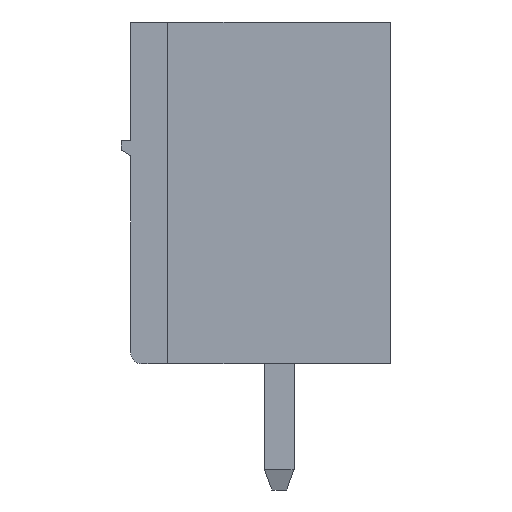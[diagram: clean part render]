
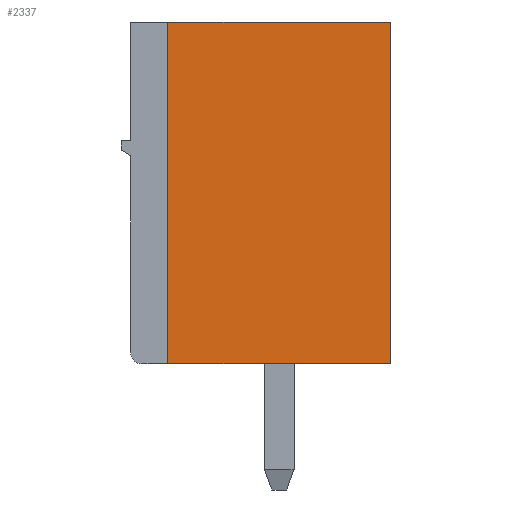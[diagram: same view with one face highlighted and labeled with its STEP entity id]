
A CAD part, left-side view. The second image highlights one B-rep face of the part: STEP entity #2337.
In plain terms, the highlighted planar face has unit normal (-1, 0, 0).
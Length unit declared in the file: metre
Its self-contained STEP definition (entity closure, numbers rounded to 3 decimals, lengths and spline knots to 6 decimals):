
#2337=ADVANCED_FACE('',(#4860),#4861,.F.);
#4860=FACE_OUTER_BOUND('',#7476,.T.);
#4861=PLANE('',#7477);
#7476=EDGE_LOOP('',(#14433,#14434,#14435,#14436));
#7477=AXIS2_PLACEMENT_3D('',#14437,#14438,#14439);
#14433=ORIENTED_EDGE('',*,*,#15616,.F.);
#14434=ORIENTED_EDGE('',*,*,#15343,.F.);
#14435=ORIENTED_EDGE('',*,*,#17943,.T.);
#14436=ORIENTED_EDGE('',*,*,#15744,.T.);
#14437=CARTESIAN_POINT('',(-1.091827,0.00386,0.000933));
#14438=DIRECTION('',(1.0,0.,0.));
#14439=DIRECTION('',(0.0,0.,1.0));
#15343=EDGE_CURVE('',#18298,#18293,#18300,.T.);
#15616=EDGE_CURVE('',#18293,#18844,#18845,.T.);
#15744=EDGE_CURVE('',#19078,#18844,#19079,.T.);
#17943=EDGE_CURVE('',#18298,#19078,#22121,.T.);
#18293=VERTEX_POINT('',#22588);
#18298=VERTEX_POINT('',#22596);
#18300=LINE('',#22599,#22600);
#18844=VERTEX_POINT('',#23363);
#18845=LINE('',#23364,#23365);
#19078=VERTEX_POINT('',#23717);
#19079=LINE('',#23718,#23719);
#22121=LINE('',#28174,#28175);
#22588=CARTESIAN_POINT('',(-1.091827,0.00386,0.000933));
#22596=CARTESIAN_POINT('',(-1.091827,0.00986,0.000933));
#22599=CARTESIAN_POINT('',(-1.091827,0.00386,0.000933));
#22600=VECTOR('',#28732,1.0);
#23363=CARTESIAN_POINT('',(-1.091827,0.00386,-0.008267));
#23364=CARTESIAN_POINT('',(-1.091827,0.00386,0.000933));
#23365=VECTOR('',#29108,1.0);
#23717=CARTESIAN_POINT('',(-1.091827,0.00986,-0.008267));
#23718=CARTESIAN_POINT('',(-1.091827,0.00386,-0.008267));
#23719=VECTOR('',#29249,1.0);
#28174=CARTESIAN_POINT('',(-1.091827,0.00986,0.000933));
#28175=VECTOR('',#30897,1.0);
#28732=DIRECTION('',(0.,-1.0,0.));
#29108=DIRECTION('',(0.,0.,-1.0));
#29249=DIRECTION('',(0.,-1.0,0.));
#30897=DIRECTION('',(0.,0.,-1.0));
